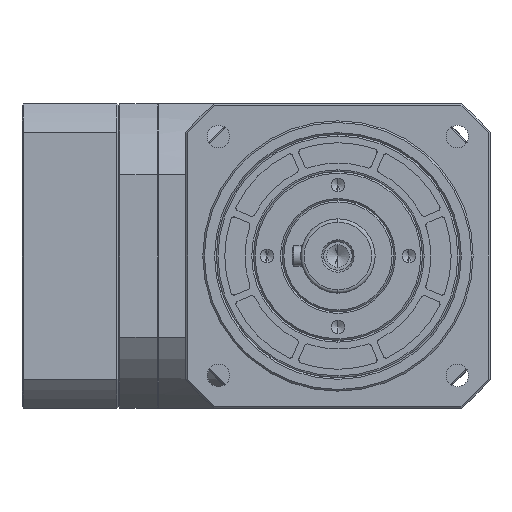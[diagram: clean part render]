
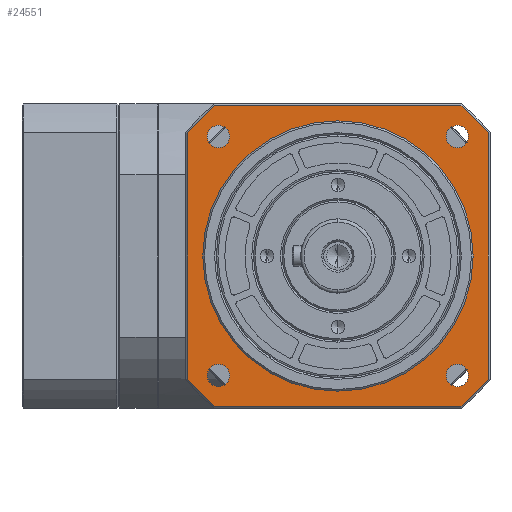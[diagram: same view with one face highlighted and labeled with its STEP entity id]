
A CAD part, left-side view. The second image highlights one B-rep face of the part: STEP entity #24551.
In plain terms, the highlighted planar face has unit normal (-1, 0, 0).
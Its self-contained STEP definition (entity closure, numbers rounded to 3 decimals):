
#22412=CARTESIAN_POINT('',(10.,0.,0.));
#22413=DIRECTION('',(-1.,0.,0.));
#22414=DIRECTION('',(0.,0.774,-0.633));
#22415=AXIS2_PLACEMENT_3D('',#22412,#22413,#22414);
#22417=CARTESIAN_POINT('',(10.,0.,0.));
#22418=DIRECTION('',(-1.,0.,0.));
#22419=DIRECTION('',(0.,0.633,0.774));
#22420=AXIS2_PLACEMENT_3D('',#22417,#22418,#22419);
#22422=CARTESIAN_POINT('',(10.,0.,0.));
#22423=DIRECTION('',(-1.,0.,0.));
#22424=DIRECTION('',(0.,-0.774,0.633));
#22425=AXIS2_PLACEMENT_3D('',#22422,#22423,#22424);
#22427=CARTESIAN_POINT('',(10.,0.,0.));
#22428=DIRECTION('',(-1.,0.,0.));
#22429=DIRECTION('',(0.,-0.633,-0.774));
#22430=AXIS2_PLACEMENT_3D('',#22427,#22428,#22429);
#22432=CARTESIAN_POINT('',(10.,35.355,35.355));
#22433=DIRECTION('',(1.,0.,0.));
#22434=DIRECTION('',(0.,0.,-1.));
#22435=AXIS2_PLACEMENT_3D('',#22432,#22433,#22434);
#22437=CARTESIAN_POINT('',(10.,35.355,35.355));
#22438=DIRECTION('',(1.,0.,0.));
#22439=DIRECTION('',(0.,0.,1.));
#22440=AXIS2_PLACEMENT_3D('',#22437,#22438,#22439);
#22442=CARTESIAN_POINT('',(10.,35.355,-35.355));
#22443=DIRECTION('',(1.,0.,0.));
#22444=DIRECTION('',(0.,0.,-1.));
#22445=AXIS2_PLACEMENT_3D('',#22442,#22443,#22444);
#22447=CARTESIAN_POINT('',(10.,35.355,-35.355));
#22448=DIRECTION('',(1.,0.,0.));
#22449=DIRECTION('',(0.,0.,1.));
#22450=AXIS2_PLACEMENT_3D('',#22447,#22448,#22449);
#22452=CARTESIAN_POINT('',(10.,-35.355,-35.355));
#22453=DIRECTION('',(1.,0.,0.));
#22454=DIRECTION('',(0.,0.,-1.));
#22455=AXIS2_PLACEMENT_3D('',#22452,#22453,#22454);
#22457=CARTESIAN_POINT('',(10.,-35.355,-35.355));
#22458=DIRECTION('',(1.,0.,0.));
#22459=DIRECTION('',(0.,0.,1.));
#22460=AXIS2_PLACEMENT_3D('',#22457,#22458,#22459);
#22462=CARTESIAN_POINT('',(10.,-35.355,35.355));
#22463=DIRECTION('',(1.,0.,0.));
#22464=DIRECTION('',(0.,0.,-1.));
#22465=AXIS2_PLACEMENT_3D('',#22462,#22463,#22464);
#22467=CARTESIAN_POINT('',(10.,-35.355,35.355));
#22468=DIRECTION('',(1.,0.,0.));
#22469=DIRECTION('',(0.,0.,1.));
#22470=AXIS2_PLACEMENT_3D('',#22467,#22468,#22469);
#22472=CARTESIAN_POINT('',(10.,0.,0.));
#22473=DIRECTION('',(1.,0.,0.));
#22474=DIRECTION('',(0.,0.,-1.));
#22475=AXIS2_PLACEMENT_3D('',#22472,#22473,#22474);
#22477=CARTESIAN_POINT('',(10.,0.,0.));
#22478=DIRECTION('',(1.,0.,0.));
#22479=DIRECTION('',(0.,0.,1.));
#22480=AXIS2_PLACEMENT_3D('',#22477,#22478,#22479);
#22482=DIRECTION('',(0.,1.,0.));
#22483=VECTOR('',#22482,72.829);
#22484=CARTESIAN_POINT('',(10.,-36.414,-44.5));
#22485=LINE('',#22484,#22483);
#22509=DIRECTION('',(0.,0.,1.));
#22510=VECTOR('',#22509,72.829);
#22511=CARTESIAN_POINT('',(10.,44.5,-36.414));
#22512=LINE('',#22511,#22510);
#22529=CARTESIAN_POINT('',(10.,44.5,36.414));
#22540=DIRECTION('',(0.,-1.,0.));
#22541=VECTOR('',#22540,72.829);
#22542=CARTESIAN_POINT('',(10.,36.414,44.5));
#22543=LINE('',#22542,#22541);
#23419=CARTESIAN_POINT('',(10.,-36.414,44.5));
#23437=DIRECTION('',(0.,0.,-1.));
#23438=VECTOR('',#23437,72.829);
#23439=CARTESIAN_POINT('',(10.,-44.5,36.414));
#23440=LINE('',#23439,#23438);
#23918=CARTESIAN_POINT('',(10.,-35.355,38.655));
#23919=VERTEX_POINT('',#23918);
#23954=CARTESIAN_POINT('',(10.,-35.355,32.055));
#23955=VERTEX_POINT('',#23954);
#23967=VERTEX_POINT('',#22529);
#23977=CARTESIAN_POINT('',(10.,-36.414,-44.5));
#23978=CARTESIAN_POINT('',(10.,36.414,-44.5));
#23979=VERTEX_POINT('',#23977);
#23980=VERTEX_POINT('',#23978);
#23999=CARTESIAN_POINT('',(10.,0.,40.));
#24000=VERTEX_POINT('',#23999);
#24001=CARTESIAN_POINT('',(10.,36.414,44.5));
#24002=VERTEX_POINT('',#24001);
#24041=CARTESIAN_POINT('',(10.,44.5,-36.414));
#24042=VERTEX_POINT('',#24041);
#24050=CARTESIAN_POINT('',(10.,35.355,-32.055));
#24052=VERTEX_POINT('',#24050);
#24063=CARTESIAN_POINT('',(10.,-35.355,-32.055));
#24064=VERTEX_POINT('',#24063);
#24071=CARTESIAN_POINT('',(10.,0.,-40.));
#24072=VERTEX_POINT('',#24071);
#24111=CARTESIAN_POINT('',(10.,35.355,38.655));
#24112=CARTESIAN_POINT('',(10.,35.355,32.055));
#24113=VERTEX_POINT('',#24111);
#24114=VERTEX_POINT('',#24112);
#24132=CARTESIAN_POINT('',(10.,-44.5,-36.414));
#24133=VERTEX_POINT('',#24132);
#24137=CARTESIAN_POINT('',(10.,35.355,-38.655));
#24139=VERTEX_POINT('',#24137);
#24140=CARTESIAN_POINT('',(10.,-35.355,-38.655));
#24141=VERTEX_POINT('',#24140);
#24146=VERTEX_POINT('',#23419);
#24152=CARTESIAN_POINT('',(10.,-44.5,36.414));
#24153=VERTEX_POINT('',#24152);
#24499=CARTESIAN_POINT('',(10.,40.,0.));
#24500=DIRECTION('',(1.,0.,0.));
#24501=DIRECTION('',(0.,0.,-1.));
#24502=AXIS2_PLACEMENT_3D('',#24499,#24500,#24501);
#24503=PLANE('',#24502);
#24505=ORIENTED_EDGE('',*,*,#24504,.T.);
#24507=ORIENTED_EDGE('',*,*,#24506,.F.);
#24509=ORIENTED_EDGE('',*,*,#24508,.T.);
#24511=ORIENTED_EDGE('',*,*,#24510,.F.);
#24513=ORIENTED_EDGE('',*,*,#24512,.T.);
#24515=ORIENTED_EDGE('',*,*,#24514,.F.);
#24517=ORIENTED_EDGE('',*,*,#24516,.T.);
#24519=ORIENTED_EDGE('',*,*,#24518,.F.);
#24520=EDGE_LOOP('',(#24505,#24507,#24509,#24511,#24513,#24515,#24517,#24519));
#24521=FACE_OUTER_BOUND('',#24520,.F.);
#24523=ORIENTED_EDGE('',*,*,#24522,.F.);
#24525=ORIENTED_EDGE('',*,*,#24524,.F.);
#24526=EDGE_LOOP('',(#24523,#24525));
#24527=FACE_BOUND('',#24526,.F.);
#24529=ORIENTED_EDGE('',*,*,#24528,.F.);
#24531=ORIENTED_EDGE('',*,*,#24530,.F.);
#24532=EDGE_LOOP('',(#24529,#24531));
#24533=FACE_BOUND('',#24532,.F.);
#24535=ORIENTED_EDGE('',*,*,#24534,.F.);
#24537=ORIENTED_EDGE('',*,*,#24536,.F.);
#24538=EDGE_LOOP('',(#24535,#24537));
#24539=FACE_BOUND('',#24538,.F.);
#24541=ORIENTED_EDGE('',*,*,#24540,.F.);
#24543=ORIENTED_EDGE('',*,*,#24542,.F.);
#24544=EDGE_LOOP('',(#24541,#24543));
#24545=FACE_BOUND('',#24544,.F.);
#24546=ORIENTED_EDGE('',*,*,#24489,.F.);
#24548=ORIENTED_EDGE('',*,*,#24547,.F.);
#24549=EDGE_LOOP('',(#24546,#24548));
#24550=FACE_BOUND('',#24549,.F.);
#24551=ADVANCED_FACE('',(#24521,#24527,#24533,#24539,#24545,#24550),#24503,.F.);
#22416=CIRCLE('',#22415,57.5);
#22421=CIRCLE('',#22420,57.5);
#22426=CIRCLE('',#22425,57.5);
#22431=CIRCLE('',#22430,57.5);
#22436=CIRCLE('',#22435,3.3);
#22441=CIRCLE('',#22440,3.3);
#22446=CIRCLE('',#22445,3.3);
#22451=CIRCLE('',#22450,3.3);
#22456=CIRCLE('',#22455,3.3);
#22461=CIRCLE('',#22460,3.3);
#22466=CIRCLE('',#22465,3.3);
#22471=CIRCLE('',#22470,3.3);
#22476=CIRCLE('',#22475,40.);
#22481=CIRCLE('',#22480,40.);
#24489=EDGE_CURVE('',#24072,#24000,#22476,.T.);
#24504=EDGE_CURVE('',#23979,#23980,#22485,.T.);
#24506=EDGE_CURVE('',#24042,#23980,#22416,.T.);
#24508=EDGE_CURVE('',#24042,#23967,#22512,.T.);
#24510=EDGE_CURVE('',#24002,#23967,#22421,.T.);
#24512=EDGE_CURVE('',#24002,#24146,#22543,.T.);
#24514=EDGE_CURVE('',#24153,#24146,#22426,.T.);
#24516=EDGE_CURVE('',#24153,#24133,#23440,.T.);
#24518=EDGE_CURVE('',#23979,#24133,#22431,.T.);
#24522=EDGE_CURVE('',#24114,#24113,#22436,.T.);
#24524=EDGE_CURVE('',#24113,#24114,#22441,.T.);
#24528=EDGE_CURVE('',#24139,#24052,#22446,.T.);
#24530=EDGE_CURVE('',#24052,#24139,#22451,.T.);
#24534=EDGE_CURVE('',#24141,#24064,#22456,.T.);
#24536=EDGE_CURVE('',#24064,#24141,#22461,.T.);
#24540=EDGE_CURVE('',#23955,#23919,#22466,.T.);
#24542=EDGE_CURVE('',#23919,#23955,#22471,.T.);
#24547=EDGE_CURVE('',#24000,#24072,#22481,.T.);
